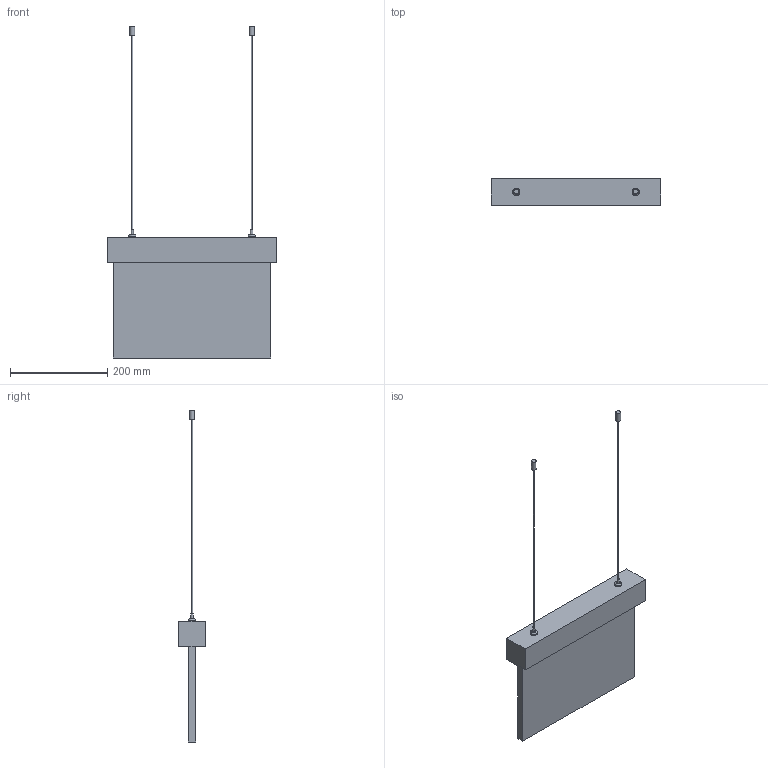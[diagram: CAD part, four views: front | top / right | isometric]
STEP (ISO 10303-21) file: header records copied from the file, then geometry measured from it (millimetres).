
FILE_DESCRIPTION(/* description */ ('Unknown'),/* implementation_level */ '2;1');
FILE_NAME(/* name */ 'SNP 1018.2 S LED 230V',/* time_stamp */ '2018-06-19T10:39:51+02:00',/* author */ ('Unknown'),/* organization */ ('Unknown'),/* preprocessor_version */ 'ST-DEVELOPER v16.7',/* originating_system */ 'DEX',/* authorisation */ $);
FILE_SCHEMA (('AUTOMOTIVE_DESIGN {1 0 10303 214 3 1 1}'));
Length unit declared in the file: millimetre
Products named in the file (1): Part1
Bounding box: 350 x 54 x 684 mm (x, y, z)
Volume: 1934412.7 mm3; surface area: 222198.4 mm2
Topology: 1 solids, 1 shells, 29 faces, 54 edges, 36 vertices
Faces by surface type: plane 19, cylinder 8, torus 2
Full cylindrical faces by diameter (mm): 2.5 x2, 5 x2, 10 x2, 15 x2
Entity records: 688 total; most frequent: DIRECTION 120, CARTESIAN_POINT 106, ORIENTED_EDGE 84, EDGE_LOOP 48, FACE_BOUND 48, AXIS2_PLACEMENT_3D 48, EDGE_CURVE 42, VERTEX_POINT 34
